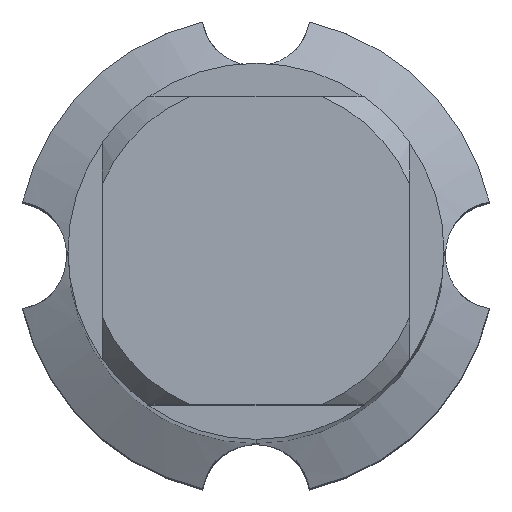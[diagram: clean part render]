
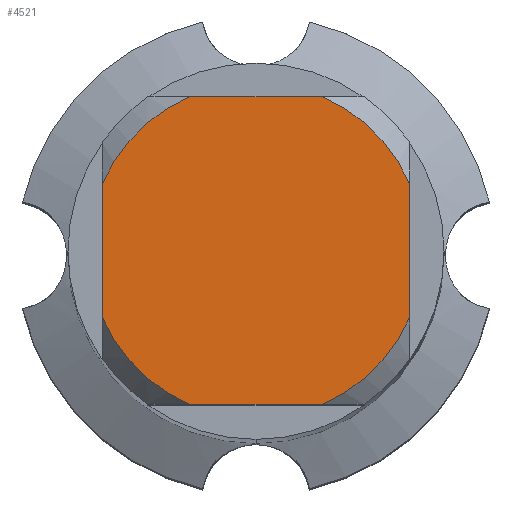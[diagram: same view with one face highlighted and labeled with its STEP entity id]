
A CAD part, top view. The second image highlights one B-rep face of the part: STEP entity #4521.
In plain terms, the highlighted planar face has unit normal (0, 0, 1).
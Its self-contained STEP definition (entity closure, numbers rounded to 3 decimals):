
#3721=VERTEX_POINT('',#8704);
#3827=EDGE_CURVE('',#6529,#4901,#8822,.T.);
#3877=VERTEX_POINT('',#8880);
#4521=ADVANCED_FACE('',(#9566),#9567,.T.);
#4675=VERTEX_POINT('',#9736);
#4805=VERTEX_POINT('',#9876);
#4901=VERTEX_POINT('',#9981);
#4909=EDGE_CURVE('',#5487,#3721,#9989,.T.);
#4921=EDGE_CURVE('',#6529,#3721,#10002,.T.);
#5157=EDGE_CURVE('',#4675,#6371,#10254,.T.);
#5201=EDGE_CURVE('',#5487,#3877,#10301,.T.);
#5487=VERTEX_POINT('',#10609);
#5941=EDGE_CURVE('',#4805,#6371,#11099,.T.);
#6371=VERTEX_POINT('',#11564);
#6427=EDGE_CURVE('',#4805,#4901,#11625,.T.);
#6529=VERTEX_POINT('',#11737);
#7105=EDGE_CURVE('',#4675,#3877,#12359,.T.);
#8704=CARTESIAN_POINT('',(-4.5,-1.939,0.0));
#8822=LINE('',#15338,#15339);
#8880=CARTESIAN_POINT('',(-1.939,4.5,0.0));
#9566=FACE_OUTER_BOUND('',#16766,.T.);
#9567=PLANE('',#16767);
#9736=CARTESIAN_POINT('',(1.939,4.5,0.0));
#9876=CARTESIAN_POINT('',(4.5,-1.939,0.0));
#9981=CARTESIAN_POINT('',(1.939,-4.5,0.0));
#9989=LINE('',#17567,#17568);
#10002=CIRCLE('',#17611,4.9);
#10254=CIRCLE('',#18070,4.9);
#10301=CIRCLE('',#18147,4.9);
#10609=CARTESIAN_POINT('',(-4.5,1.939,0.0));
#11099=LINE('',#19697,#19698);
#11564=CARTESIAN_POINT('',(4.5,1.939,0.0));
#11625=CIRCLE('',#20713,4.9);
#11737=CARTESIAN_POINT('',(-1.939,-4.5,0.0));
#12359=LINE('',#22117,#22118);
#15338=CARTESIAN_POINT('',(0.0,-4.5,0.0));
#15339=VECTOR('',#24236,1.0);
#16766=EDGE_LOOP('',(#24999,#25000,#25001,#25002,#25003,#25004,#25005,#25006));
#16767=AXIS2_PLACEMENT_3D('',#25007,#25008,#25009);
#17567=CARTESIAN_POINT('',(-4.5,1.225,0.0));
#17568=VECTOR('',#25434,1.0);
#17611=AXIS2_PLACEMENT_3D('',#25445,#25446,#25447);
#18070=AXIS2_PLACEMENT_3D('',#25669,#25670,#25671);
#18147=AXIS2_PLACEMENT_3D('',#25706,#25707,#25708);
#19697=CARTESIAN_POINT('',(4.5,1.225,0.0));
#19698=VECTOR('',#26445,1.0);
#20713=AXIS2_PLACEMENT_3D('',#26946,#26947,#26948);
#22117=CARTESIAN_POINT('',(0.0,4.5,0.0));
#22118=VECTOR('',#27897,1.0);
#24236=DIRECTION('',(1.0,0.0,0.0));
#24999=ORIENTED_EDGE('',*,*,#4909,.T.);
#25000=ORIENTED_EDGE('',*,*,#4921,.F.);
#25001=ORIENTED_EDGE('',*,*,#3827,.T.);
#25002=ORIENTED_EDGE('',*,*,#6427,.F.);
#25003=ORIENTED_EDGE('',*,*,#5941,.T.);
#25004=ORIENTED_EDGE('',*,*,#5157,.F.);
#25005=ORIENTED_EDGE('',*,*,#7105,.T.);
#25006=ORIENTED_EDGE('',*,*,#5201,.F.);
#25007=CARTESIAN_POINT('',(0.0,2.45,0.0));
#25008=DIRECTION('',(-0.0,0.0,1.0));
#25009=DIRECTION('',(0.0,-1.0,0.0));
#25434=DIRECTION('',(-0.0,-1.0,0.0));
#25445=CARTESIAN_POINT('',(0.0,0.0,0.0));
#25446=DIRECTION('',(0.0,0.0,-1.0));
#25447=DIRECTION('',(0.0,1.0,0.0));
#25669=CARTESIAN_POINT('',(0.0,0.0,0.0));
#25670=DIRECTION('',(0.0,0.0,-1.0));
#25671=DIRECTION('',(0.0,1.0,0.0));
#25706=CARTESIAN_POINT('',(0.0,0.0,0.0));
#25707=DIRECTION('',(0.0,0.0,-1.0));
#25708=DIRECTION('',(0.0,1.0,0.0));
#26445=DIRECTION('',(-0.0,1.0,0.0));
#26946=CARTESIAN_POINT('',(0.0,0.0,0.0));
#26947=DIRECTION('',(0.0,0.0,-1.0));
#26948=DIRECTION('',(0.0,1.0,0.0));
#27897=DIRECTION('',(-1.0,0.0,0.0));
